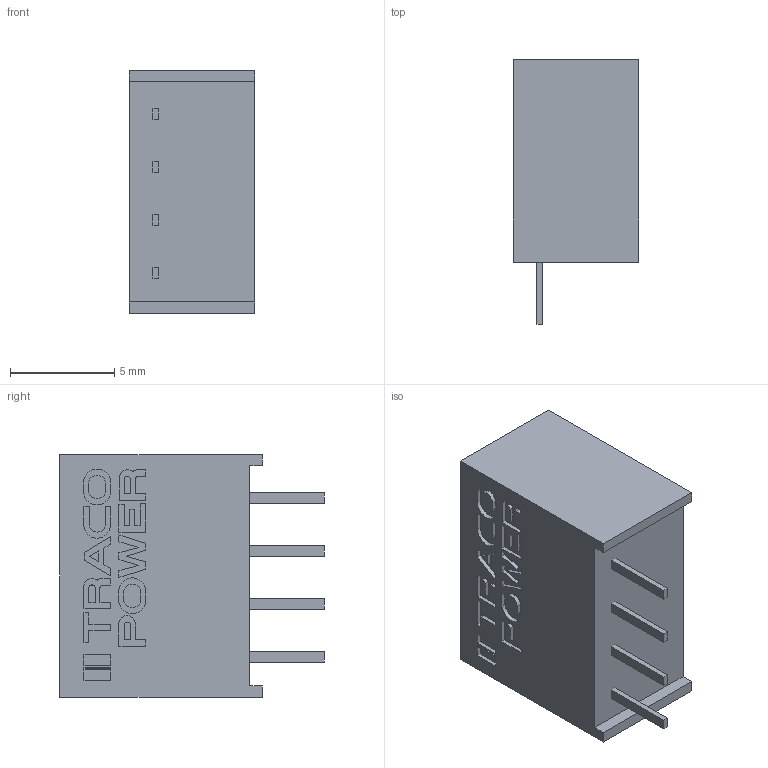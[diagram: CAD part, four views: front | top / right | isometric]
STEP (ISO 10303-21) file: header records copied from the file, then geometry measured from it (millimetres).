
FILE_DESCRIPTION(/* description */ (''),/* implementation_level */ '2;1');
FILE_NAME(/* name */ 'TBA1_0512 v1.step',/* time_stamp */ '2019-07-11T16:30:13+01:00',/* author */ (''),/* organization */ (''),/* preprocessor_version */ 'ST-DEVELOPER v18',/* originating_system */ 'Autodesk Translation Framework v8.2.0.1029',/* authorisation */ '');
FILE_SCHEMA (('AUTOMOTIVE_DESIGN { 1 0 10303 214 3 1 1 }'));
Length unit declared in the file: millimetre
Products named in the file (1): TBA1_0512
Bounding box: 6 x 12.68 x 11.65 mm (x, y, z)
Volume: 640.7 mm3; surface area: 518.3 mm2
Topology: 5 solids, 5 shells, 173 faces, 432 edges, 288 vertices
Faces by surface type: plane 153, cylinder 20
Entity records: 5149 total; most frequent: CARTESIAN_POINT 894, ORIENTED_EDGE 864, DIRECTION 820, EDGE_CURVE 432, LINE 392, VECTOR 392, VERTEX_POINT 288, AXIS2_PLACEMENT_3D 214
